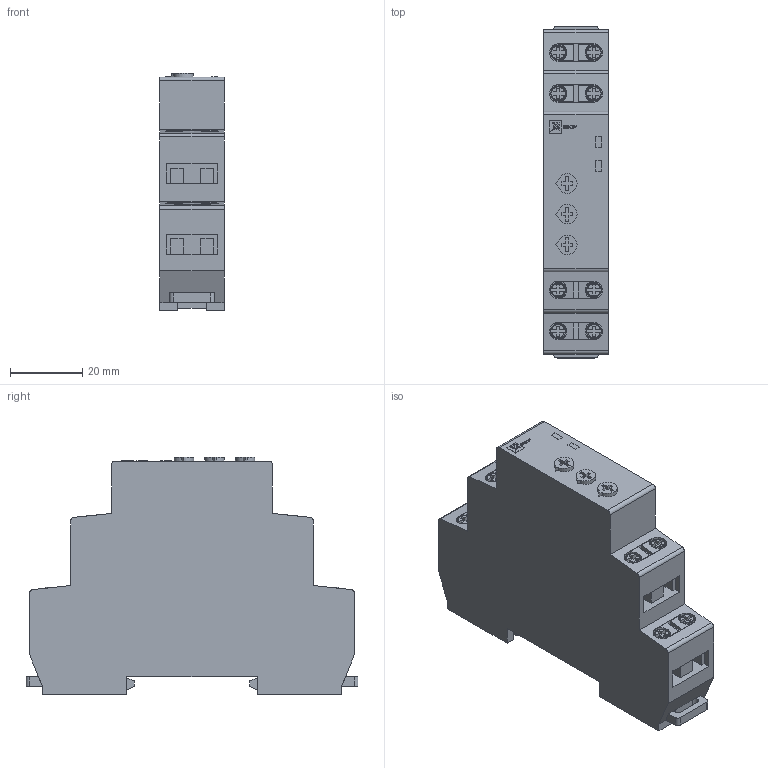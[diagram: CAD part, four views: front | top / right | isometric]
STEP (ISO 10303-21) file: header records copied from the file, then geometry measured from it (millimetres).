
FILE_DESCRIPTION (( 'STEP AP203' ), '1' );
FILE_NAME ('Ðåëå êîíòðîëÿ ôàç RKF-34 (rkf-34).STEP', '2018-09-04T05:54:02', ( '' ), ( '' ), 'SwSTEP 2.0', 'SolidWorks 2017', '' );
FILE_SCHEMA (( 'CONFIG_CONTROL_DESIGN' ));
Length unit declared in the file: millimetre
Products named in the file (1): Ðåëå êîíòðîëÿ ôàç RKF-34 (rkf-34)
Bounding box: 17.8 x 92 x 65.9 mm (x, y, z)
Volume: 77740 mm3; surface area: 17429.2 mm2
Topology: 5 solids, 5 shells, 545 faces, 1452 edges, 964 vertices
Faces by surface type: plane 414, cylinder 97, bspline 18, torus 16
Entity records: 17499 total; most frequent: CARTESIAN_POINT 3878, ORIENTED_EDGE 2904, DIRECTION 2626, EDGE_CURVE 1452, LINE 1138, VECTOR 1138, VERTEX_POINT 964, AXIS2_PLACEMENT_3D 744
